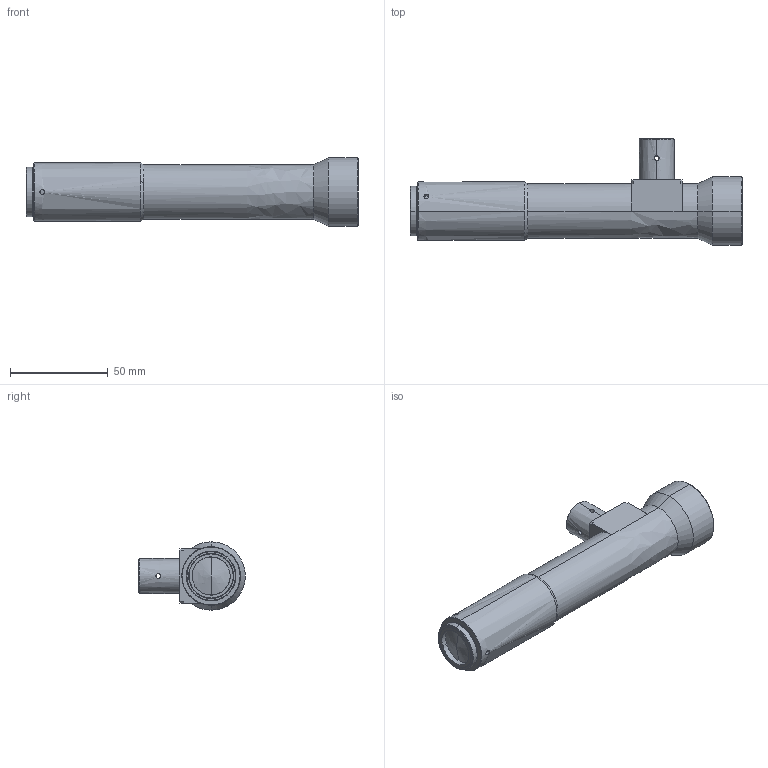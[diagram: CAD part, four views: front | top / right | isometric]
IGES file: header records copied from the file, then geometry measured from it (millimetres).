
Start section: SolidWorks IGES file using analytic representation for surfaces
Global section: file name: WWK30-110C-111.IGS; native system: SolidWorks 2012; preprocessor: SolidWorks 2012; author: frank; date: 170613.170227; units: millimetre
Bounding box: 169.96 x 54.6 x 35 mm (x, y, z)
Surface area: 20739.7 mm2 (no closed solid volume)
Topology: 0 solids, 0 shells, 127 faces, 2363 edges, 2351 vertices
Faces by surface type: revolution 99, bspline 28
